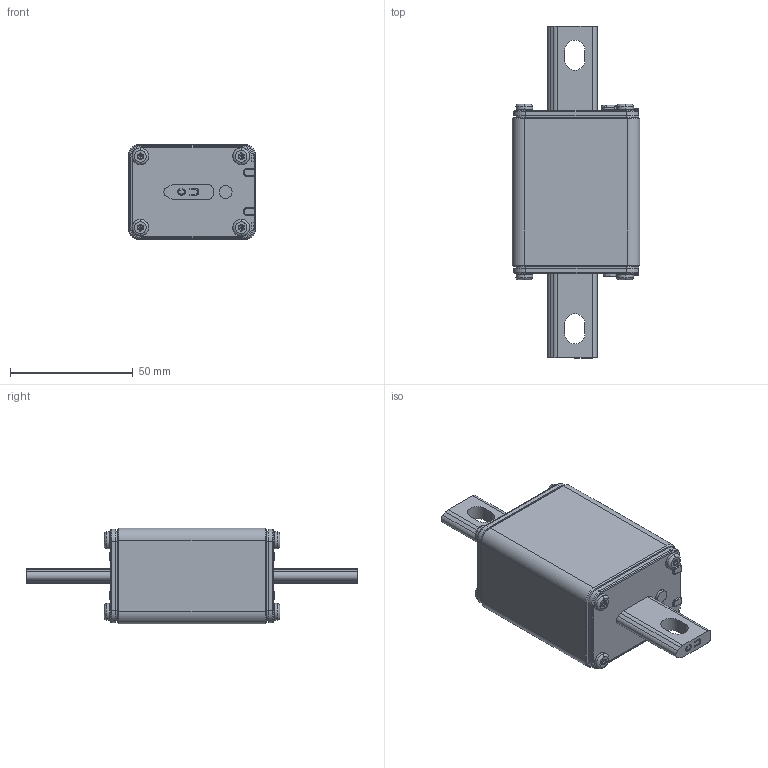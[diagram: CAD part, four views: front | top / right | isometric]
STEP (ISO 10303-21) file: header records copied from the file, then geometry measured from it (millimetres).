
FILE_DESCRIPTION (( 'STEP AP203' ), '1' );
FILE_NAME ('Assy -464.step', '2017-12-08T05:07:22', ( '' ), ( '' ), 'SwSTEP 2.0', 'SolidWorks 2013', '' );
FILE_SCHEMA (( 'CONFIG_CONTROL_DESIGN' ));
Length unit declared in the file: millimetre
Products named in the file (1): Assy -464
Bounding box: 52 x 135 x 39 mm (x, y, z)
Volume: 139769.8 mm3; surface area: 20445.4 mm2
Topology: 1 solids, 1 shells, 770 faces, 2017 edges, 1145 vertices
Faces by surface type: cylinder 244, cone 176, plane 152, bspline 152, torus 44, sphere 2
Entity records: 29307 total; most frequent: CARTESIAN_POINT 11407, ORIENTED_EDGE 3890, DIRECTION 3444, EDGE_CURVE 1945, AXIS2_PLACEMENT_3D 1278, VERTEX_POINT 1145, VECTOR 888, LINE 888
